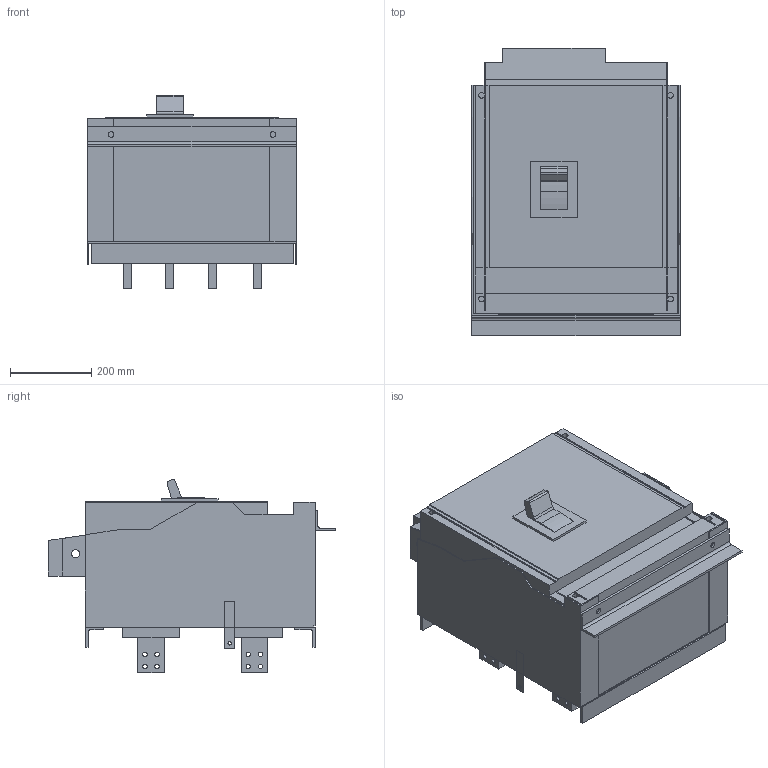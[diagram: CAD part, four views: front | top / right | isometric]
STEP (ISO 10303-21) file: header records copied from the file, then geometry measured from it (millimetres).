
FILE_DESCRIPTION(('CoCreate Modeling STEP Export'),'2;1');
FILE_NAME('ＸＳ２０００ＮＥ４Ｄ.stp','2016-03-23T15:13:20',(''),(''),'CoCreate Modeling STEP processor for AP214 (Solid Model)','CoCreate Modeling 17.0 01-Apr-2010 (C) Parametric Technology GmbH','');
FILE_SCHEMA(('AUTOMOTIVE_DESIGN { 1 0 10303 214 1 1 1 1 }'));
Length unit declared in the file: millimetre
Products named in the file (11): P5.1; P1; P4; P4.2; P4.5; P2.2; P4.7; P2; P2.1; P3; ＸＳ２０００ＮＥ４Ｄ
Assembly tree (15 placements, depth 2):
  ＸＳ２０００ＮＥ４Ｄ
    P5.1  x2
    P3
    P4.5  x2
    P2.1
    P4.2  x2
    P4.7  x2
    P2
    P4  x2
    P2.2
    P1
Bounding box: 514 x 708.32 x 476.37 mm (x, y, z)
Volume: 95215704.9 mm3; surface area: 3418796.3 mm2
Topology: 15 solids, 15 shells, 348 faces, 911 edges, 604 vertices
Faces by surface type: plane 242, cylinder 106
Entity records: 8627 total; most frequent: ORIENTED_EDGE 1402, CARTESIAN_POINT 1303, DIRECTION 1146, EDGE_CURVE 701, VECTOR 532, LINE 532, VERTEX_POINT 464, EDGE_LOOP 327
